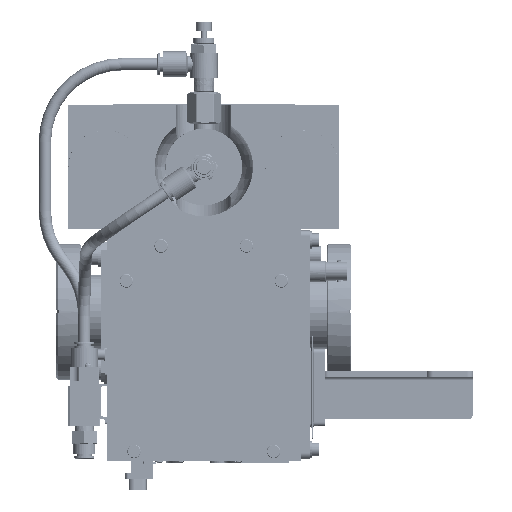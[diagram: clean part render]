
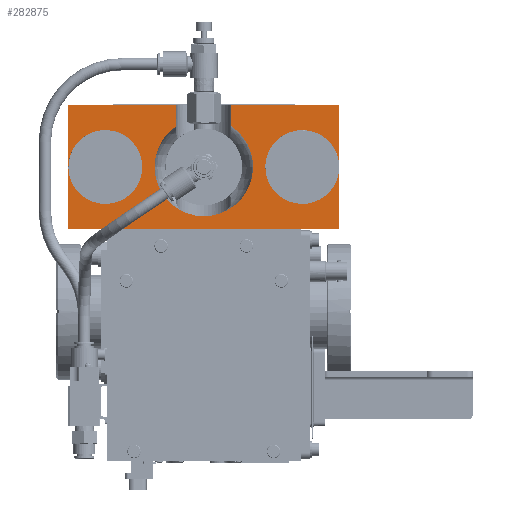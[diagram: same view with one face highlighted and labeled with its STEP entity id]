
A CAD part, left-side view. The second image highlights one B-rep face of the part: STEP entity #282875.
In plain terms, the highlighted planar face has unit normal (-1, 0, 0).
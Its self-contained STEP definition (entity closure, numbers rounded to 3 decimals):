
#45132 = ORIENTED_EDGE ( 'NONE', *, *, #59941, .T. ) ;
#45135 = ORIENTED_EDGE ( 'NONE', *, *, #60225, .T. ) ;
#45138 = ORIENTED_EDGE ( 'NONE', *, *, #59936, .T. ) ;
#45140 = ORIENTED_EDGE ( 'NONE', *, *, #59933, .T. ) ;
#45143 = ORIENTED_EDGE ( 'NONE', *, *, #60080, .F. ) ;
#45147 = ORIENTED_EDGE ( 'NONE', *, *, #59927, .T. ) ;
#45150 = ORIENTED_EDGE ( 'NONE', *, *, #60033, .T. ) ;
#45152 = ORIENTED_EDGE ( 'NONE', *, *, #59925, .F. ) ;
#45155 = ORIENTED_EDGE ( 'NONE', *, *, #60089, .F. ) ;
#45158 = ORIENTED_EDGE ( 'NONE', *, *, #59921, .F. ) ;
#45159 = ORIENTED_EDGE ( 'NONE', *, *, #59918, .T. ) ;
#45160 = ORIENTED_EDGE ( 'NONE', *, *, #60218, .T. ) ;
#59918 = EDGE_CURVE ( 'NONE', #81085, #81092, #233526, .T. ) ;
#59921 = EDGE_CURVE ( 'NONE', #81433, #81465, #231319, .T. ) ;
#59925 = EDGE_CURVE ( 'NONE', #81507, #81337, #231360, .T. ) ;
#59927 = EDGE_CURVE ( 'NONE', #81457, #81463, #231343, .T. ) ;
#59933 = EDGE_CURVE ( 'NONE', #81378, #81459, #231361, .T. ) ;
#59936 = EDGE_CURVE ( 'NONE', #81433, #81378, #233554, .T. ) ;
#59941 = EDGE_CURVE ( 'NONE', #81209, #80932, #233578, .T. ) ;
#60033 = EDGE_CURVE ( 'NONE', #81463, #81337, #231996, .T. ) ;
#60080 = EDGE_CURVE ( 'NONE', #81457, #81459, #232275, .T. ) ;
#60089 = EDGE_CURVE ( 'NONE', #81465, #81507, #232384, .T. ) ;
#60218 = EDGE_CURVE ( 'NONE', #81092, #81085, #234217, .T. ) ;
#60225 = EDGE_CURVE ( 'NONE', #80932, #81209, #234233, .T. ) ;
#80932 = VERTEX_POINT ( 'NONE', #240411 ) ;
#81085 = VERTEX_POINT ( 'NONE', #240621 ) ;
#81092 = VERTEX_POINT ( 'NONE', #240632 ) ;
#81209 = VERTEX_POINT ( 'NONE', #240868 ) ;
#81337 = VERTEX_POINT ( 'NONE', #241116 ) ;
#81378 = VERTEX_POINT ( 'NONE', #241193 ) ;
#81433 = VERTEX_POINT ( 'NONE', #241308 ) ;
#81457 = VERTEX_POINT ( 'NONE', #241355 ) ;
#81459 = VERTEX_POINT ( 'NONE', #241359 ) ;
#81463 = VERTEX_POINT ( 'NONE', #241366 ) ;
#81465 = VERTEX_POINT ( 'NONE', #241371 ) ;
#81507 = VERTEX_POINT ( 'NONE', #241448 ) ;
#173805 = EDGE_LOOP ( 'NONE', ( #45159, #45160 ) ) ;
#173813 = EDGE_LOOP ( 'NONE', ( #45138, #45140, #45143, #45147, #45150, #45152, #45155, #45158 ) ) ;
#173815 = EDGE_LOOP ( 'NONE', ( #45132, #45135 ) ) ;
#231302 = CARTESIAN_POINT ( 'NONE',  ( -287.025, -14.224, -10.885 ) ) ;
#231319 = LINE ( 'NONE', #231302, #233528 ) ;
#231323 = CARTESIAN_POINT ( 'NONE',  ( -287.025, -50.8, 74.75 ) ) ;
#231326 = DIRECTION ( 'NONE',  ( 1., 0., 0. ) ) ;
#231328 = DIRECTION ( 'NONE',  ( 0., 1., 0. ) ) ;
#231335 = DIRECTION ( 'NONE',  ( 0., 0., 1. ) ) ;
#231343 = LINE ( 'NONE', #231368, #233539 ) ;
#231360 = LINE ( 'NONE', #231363, #233544 ) ;
#231361 = LINE ( 'NONE', #231385, #233550 ) ;
#231363 = CARTESIAN_POINT ( 'NONE',  ( -287.025, -69.85, 106.5 ) ) ;
#231366 = DIRECTION ( 'NONE',  ( 0., 0., -1. ) ) ;
#231368 = CARTESIAN_POINT ( 'NONE',  ( -287.025, 69.85, 106.5 ) ) ;
#231373 = DIRECTION ( 'NONE',  ( 0., 0., -1. ) ) ;
#231385 = CARTESIAN_POINT ( 'NONE',  ( -287.025, 14.224, -10.885 ) ) ;
#231393 = DIRECTION ( 'NONE',  ( 0., 0., 1. ) ) ;
#231417 = CARTESIAN_POINT ( 'NONE',  ( -287.025, 0., 74.75 ) ) ;
#231420 = DIRECTION ( 'NONE',  ( 1., 0., 0. ) ) ;
#231423 = DIRECTION ( 'NONE',  ( 0., 0., 1. ) ) ;
#231437 = CARTESIAN_POINT ( 'NONE',  ( -287.025, 50.8, 74.75 ) ) ;
#231439 = DIRECTION ( 'NONE',  ( 1., 0., 0. ) ) ;
#231442 = DIRECTION ( 'NONE',  ( 0., 1., 0. ) ) ;
#231996 = LINE ( 'NONE', #232000, #233753 ) ;
#232000 = CARTESIAN_POINT ( 'NONE',  ( -287.025, 69.85, 43. ) ) ;
#232003 = DIRECTION ( 'NONE',  ( 0., -1., 0. ) ) ;
#232275 = LINE ( 'NONE', #232279, #233861 ) ;
#232279 = CARTESIAN_POINT ( 'NONE',  ( -287.025, 69.85, 106.5 ) ) ;
#232334 = DIRECTION ( 'NONE',  ( 0., -1., 0. ) ) ;
#232384 = LINE ( 'NONE', #232392, #233875 ) ;
#232392 = CARTESIAN_POINT ( 'NONE',  ( -287.025, 69.85, 106.5 ) ) ;
#232396 = DIRECTION ( 'NONE',  ( 0., -1., 0. ) ) ;
#233526 = CIRCLE ( 'NONE', #233534, 9.525 ) ;
#233528 = VECTOR ( 'NONE', #231335, 1000. ) ;
#233534 = AXIS2_PLACEMENT_3D ( 'NONE', #231323, #231326, #231328 ) ;
#233539 = VECTOR ( 'NONE', #231373, 1000. ) ;
#233544 = VECTOR ( 'NONE', #231366, 1000. ) ;
#233550 = VECTOR ( 'NONE', #231393, 1000. ) ;
#233554 = CIRCLE ( 'NONE', #233573, 25.4 ) ;
#233573 = AXIS2_PLACEMENT_3D ( 'NONE', #231417, #231420, #231423 ) ;
#233578 = CIRCLE ( 'NONE', #233582, 9.525 ) ;
#233582 = AXIS2_PLACEMENT_3D ( 'NONE', #231437, #231439, #231442 ) ;
#233753 = VECTOR ( 'NONE', #232003, 1000. ) ;
#233861 = VECTOR ( 'NONE', #232334, 1000. ) ;
#233875 = VECTOR ( 'NONE', #232396, 1000. ) ;
#234217 = CIRCLE ( 'NONE', #234220, 9.525 ) ;
#234220 = AXIS2_PLACEMENT_3D ( 'NONE', #240848, #240852, #240857 ) ;
#234233 = CIRCLE ( 'NONE', #234240, 9.525 ) ;
#234240 = AXIS2_PLACEMENT_3D ( 'NONE', #240934, #240937, #240941 ) ;
#240411 = CARTESIAN_POINT ( 'NONE',  ( -287.025, 41.275, 74.75 ) ) ;
#240621 = CARTESIAN_POINT ( 'NONE',  ( -287.025, -41.275, 74.75 ) ) ;
#240632 = CARTESIAN_POINT ( 'NONE',  ( -287.025, -60.325, 74.75 ) ) ;
#240848 = CARTESIAN_POINT ( 'NONE',  ( -287.025, -50.8, 74.75 ) ) ;
#240852 = DIRECTION ( 'NONE',  ( 1., 0., 0. ) ) ;
#240857 = DIRECTION ( 'NONE',  ( 0., 1., 0. ) ) ;
#240868 = CARTESIAN_POINT ( 'NONE',  ( -287.025, 60.325, 74.75 ) ) ;
#240934 = CARTESIAN_POINT ( 'NONE',  ( -287.025, 50.8, 74.75 ) ) ;
#240937 = DIRECTION ( 'NONE',  ( 1., 0., 0. ) ) ;
#240941 = DIRECTION ( 'NONE',  ( 0., 1., 0. ) ) ;
#241116 = CARTESIAN_POINT ( 'NONE',  ( -287.025, -69.85, 43. ) ) ;
#241193 = CARTESIAN_POINT ( 'NONE',  ( -287.025, 14.224, 95.794 ) ) ;
#241308 = CARTESIAN_POINT ( 'NONE',  ( -287.025, -14.224, 95.794 ) ) ;
#241355 = CARTESIAN_POINT ( 'NONE',  ( -287.025, 69.85, 106.5 ) ) ;
#241359 = CARTESIAN_POINT ( 'NONE',  ( -287.025, 14.224, 106.5 ) ) ;
#241366 = CARTESIAN_POINT ( 'NONE',  ( -287.025, 69.85, 43. ) ) ;
#241371 = CARTESIAN_POINT ( 'NONE',  ( -287.025, -14.224, 106.5 ) ) ;
#241448 = CARTESIAN_POINT ( 'NONE',  ( -287.025, -69.85, 106.5 ) ) ;
#282875 = ADVANCED_FACE ( 'NONE', ( #307125, #307173, #307177 ), #307180, .F. ) ;
#290127 = AXIS2_PLACEMENT_3D ( 'NONE', #307210, #307212, #307214 ) ;
#307125 = FACE_BOUND ( 'NONE', #173815, .T. ) ;
#307173 = FACE_OUTER_BOUND ( 'NONE', #173813, .T. ) ;
#307177 = FACE_BOUND ( 'NONE', #173805, .T. ) ;
#307180 = PLANE ( 'NONE',  #290127 ) ;
#307210 = CARTESIAN_POINT ( 'NONE',  ( -287.025, 69.85, 106.5 ) ) ;
#307212 = DIRECTION ( 'NONE',  ( 1., 0., 0. ) ) ;
#307214 = DIRECTION ( 'NONE',  ( 0., 0., 1. ) ) ;
